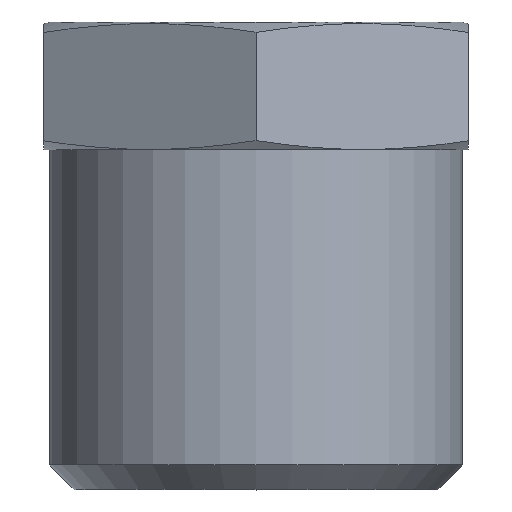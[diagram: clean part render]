
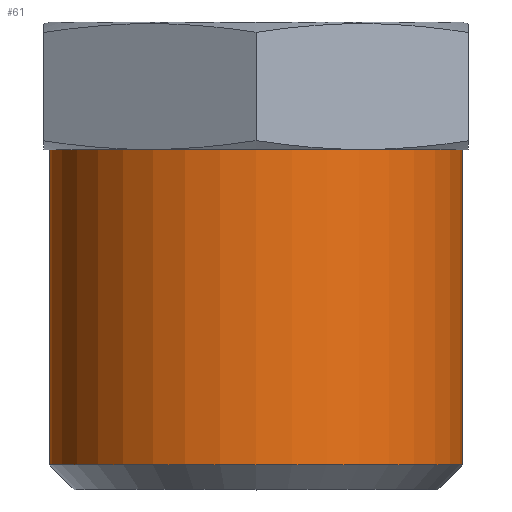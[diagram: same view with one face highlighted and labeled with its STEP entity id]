
A CAD part, top view. The second image highlights one B-rep face of the part: STEP entity #61.
In plain terms, the highlighted cylindrical face has radius 4.864 mm (diameter 9.728 mm), a full revolution.
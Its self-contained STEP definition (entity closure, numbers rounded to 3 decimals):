
#61 = ADVANCED_FACE( '', ( #133, #134 ), #135, .T. );
#133 = FACE_OUTER_BOUND( '', #218, .T. );
#134 = FACE_OUTER_BOUND( '', #219, .T. );
#135 = CYLINDRICAL_SURFACE( '', #220, 4.864 );
#218 = EDGE_LOOP( '', ( #321 ) );
#219 = EDGE_LOOP( '', ( #322 ) );
#220 = AXIS2_PLACEMENT_3D( '', #323, #324, #325 );
#321 = ORIENTED_EDGE( '', *, *, #457, .F. );
#322 = ORIENTED_EDGE( '', *, *, #469, .T. );
#323 = CARTESIAN_POINT( '', ( 0., -3.1, 0. ) );
#324 = DIRECTION( '', ( 0., 1., 0. ) );
#325 = DIRECTION( '', ( 0., 0., -1. ) );
#457 = EDGE_CURVE( '', #528, #528, #529, .T. );
#469 = EDGE_CURVE( '', #549, #549, #550, .T. );
#528 = VERTEX_POINT( '', #629 );
#529 = CIRCLE( '', #630, 4.864 );
#549 = VERTEX_POINT( '', #668 );
#550 = CIRCLE( '', #669, 4.864 );
#629 = CARTESIAN_POINT( '', ( 0., -2.519, -4.864 ) );
#630 = AXIS2_PLACEMENT_3D( '', #773, #774, #775 );
#668 = CARTESIAN_POINT( '', ( 0., 4.9, -4.864 ) );
#669 = AXIS2_PLACEMENT_3D( '', #781, #782, #783 );
#773 = CARTESIAN_POINT( '', ( 0., -2.519, 0. ) );
#774 = DIRECTION( '', ( 0., -1., 0. ) );
#775 = DIRECTION( '', ( 0., 0., -1. ) );
#781 = CARTESIAN_POINT( '', ( 0., 4.9, 0. ) );
#782 = DIRECTION( '', ( 0., -1., 0. ) );
#783 = DIRECTION( '', ( 0., 0., -1. ) );
